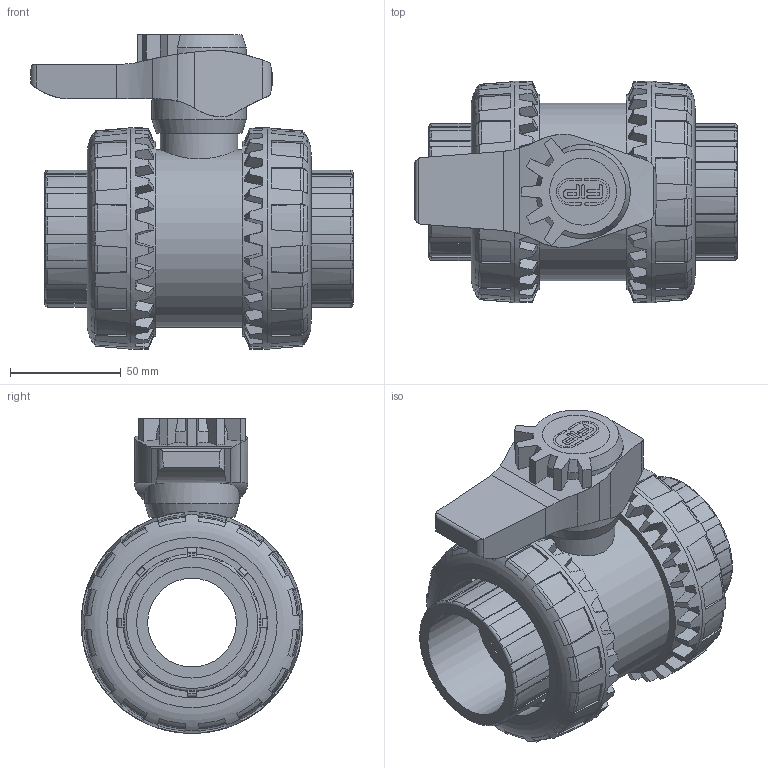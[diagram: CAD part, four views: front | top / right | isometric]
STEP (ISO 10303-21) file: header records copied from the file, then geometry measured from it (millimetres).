
FILE_DESCRIPTION(/* description */ (''),/* implementation_level */ '2;1');
FILE_NAME(/* name */ 'VXEIV050E.iam.stp',/* time_stamp */ '2014-06-09T14:31:45+02:00',/* author */ ('bfaro'),/* organization */ (''),/* preprocessor_version */ 'ST-DEVELOPER v15.6',/* originating_system */ 'Autodesk Inventor 2015',/* authorisation */ '');
FILE_SCHEMA (('AUTOMOTIVE_DESIGN { 1 0 10303 214 3 1 1 }'));
Length unit declared in the file: millimetre
Products named in the file (6): corpo valvola VEE 50; NTVXE050V; ENDIV050; HSVXE050; Piastrina 50; VXEIV050E
Bounding box: 145.4 x 100 x 142.07 mm (x, y, z)
Volume: 591994.6 mm3; surface area: 141601.1 mm2
Topology: 7 solids, 7 shells, 792 faces, 2286 edges, 1522 vertices
Faces by surface type: plane 448, cone 160, cylinder 114, torus 70
Full cylindrical faces by diameter (mm): 30.2 x2, 35 x1, 40 x2, 42.546 x1, 50 x3, 62 x2, 68 x2, 74 x2, 78.2 x2, 80 x1
Entity records: 16120 total; most frequent: CARTESIAN_POINT 4389, ORIENTED_EDGE 2558, DIRECTION 2464, EDGE_CURVE 1279, AXIS2_PLACEMENT_3D 1041, VERTEX_POINT 862, EDGE_LOOP 493, FACE_OUTER_BOUND 457
